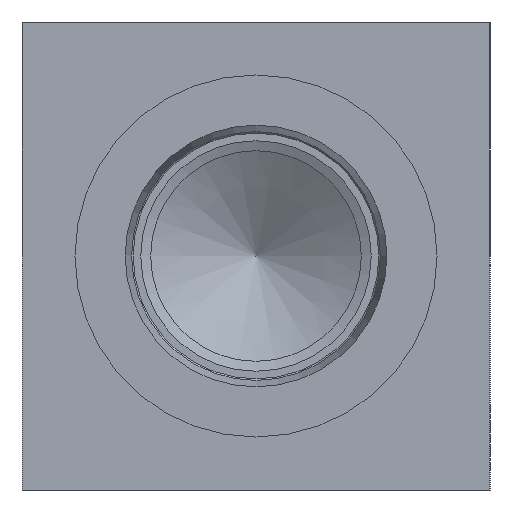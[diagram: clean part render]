
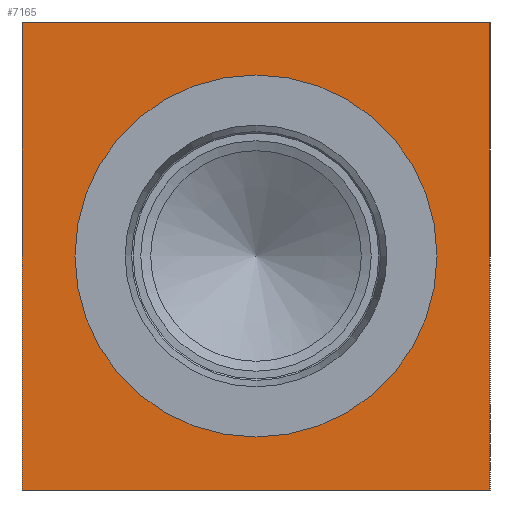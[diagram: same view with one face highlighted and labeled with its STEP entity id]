
A CAD part, left-side view. The second image highlights one B-rep face of the part: STEP entity #7165.
In plain terms, the highlighted planar face has unit normal (-1, 0, 0).
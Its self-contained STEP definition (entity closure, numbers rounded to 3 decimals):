
#121=CIRCLE('',#7479,24.562);
#122=CIRCLE('',#7480,24.562);
#201=FACE_BOUND('',#1266,.T.);
#863=FACE_OUTER_BOUND('',#1265,.T.);
#1265=EDGE_LOOP('',(#6260,#6261,#6262,#6263));
#1266=EDGE_LOOP('',(#6264,#6265));
#1537=LINE('',#10986,#2227);
#1961=LINE('',#12336,#2651);
#1962=LINE('',#12337,#2652);
#1963=LINE('',#12338,#2653);
#2227=VECTOR('',#7946,10.);
#2651=VECTOR('',#8960,10.);
#2652=VECTOR('',#8961,10.);
#2653=VECTOR('',#8962,10.);
#2945=VERTEX_POINT('',#10979);
#2948=VERTEX_POINT('',#10984);
#3277=VERTEX_POINT('',#12205);
#3278=VERTEX_POINT('',#12206);
#3318=VERTEX_POINT('',#12334);
#3319=VERTEX_POINT('',#12335);
#3754=EDGE_CURVE('',#2948,#2945,#1537,.T.);
#4244=EDGE_CURVE('',#3277,#3278,#121,.T.);
#4245=EDGE_CURVE('',#3278,#3277,#122,.T.);
#4305=EDGE_CURVE('',#3318,#3319,#1961,.T.);
#4306=EDGE_CURVE('',#3319,#2945,#1962,.T.);
#4307=EDGE_CURVE('',#3318,#2948,#1963,.T.);
#6260=ORIENTED_EDGE('',*,*,#4305,.T.);
#6261=ORIENTED_EDGE('',*,*,#4306,.T.);
#6262=ORIENTED_EDGE('',*,*,#3754,.F.);
#6263=ORIENTED_EDGE('',*,*,#4307,.F.);
#6264=ORIENTED_EDGE('',*,*,#4244,.T.);
#6265=ORIENTED_EDGE('',*,*,#4245,.T.);
#6508=PLANE('',#7546);
#7165=ADVANCED_FACE('',(#863,#201),#6508,.T.);
#7479=AXIS2_PLACEMENT_3D('',#12207,#8804,#8805);
#7480=AXIS2_PLACEMENT_3D('',#12208,#8806,#8807);
#7546=AXIS2_PLACEMENT_3D('',#12333,#8958,#8959);
#7946=DIRECTION('',(0.,-1.,0.));
#8804=DIRECTION('center_axis',(1.,0.,0.));
#8805=DIRECTION('ref_axis',(0.,0.,1.));
#8806=DIRECTION('center_axis',(1.,0.,0.));
#8807=DIRECTION('ref_axis',(0.,0.,1.));
#8958=DIRECTION('center_axis',(-1.,0.,0.));
#8959=DIRECTION('ref_axis',(0.,-1.,0.));
#8960=DIRECTION('',(0.,-1.,0.));
#8961=DIRECTION('',(0.,0.,1.));
#8962=DIRECTION('',(0.,0.,1.));
#10979=CARTESIAN_POINT('',(0.,0.,63.5));
#10984=CARTESIAN_POINT('',(0.,63.5,63.5));
#10986=CARTESIAN_POINT('',(0.,63.5,63.5));
#12205=CARTESIAN_POINT('',(0.,31.75,56.312));
#12206=CARTESIAN_POINT('',(0.,31.75,7.188));
#12207=CARTESIAN_POINT('Origin',(0.,31.75,31.75));
#12208=CARTESIAN_POINT('Origin',(0.,31.75,31.75));
#12333=CARTESIAN_POINT('Origin',(0.,63.5,0.));
#12334=CARTESIAN_POINT('',(0.,63.5,0.));
#12335=CARTESIAN_POINT('',(0.,0.,0.));
#12336=CARTESIAN_POINT('',(0.,63.5,0.));
#12337=CARTESIAN_POINT('',(0.,0.,0.));
#12338=CARTESIAN_POINT('',(0.,63.5,0.));
